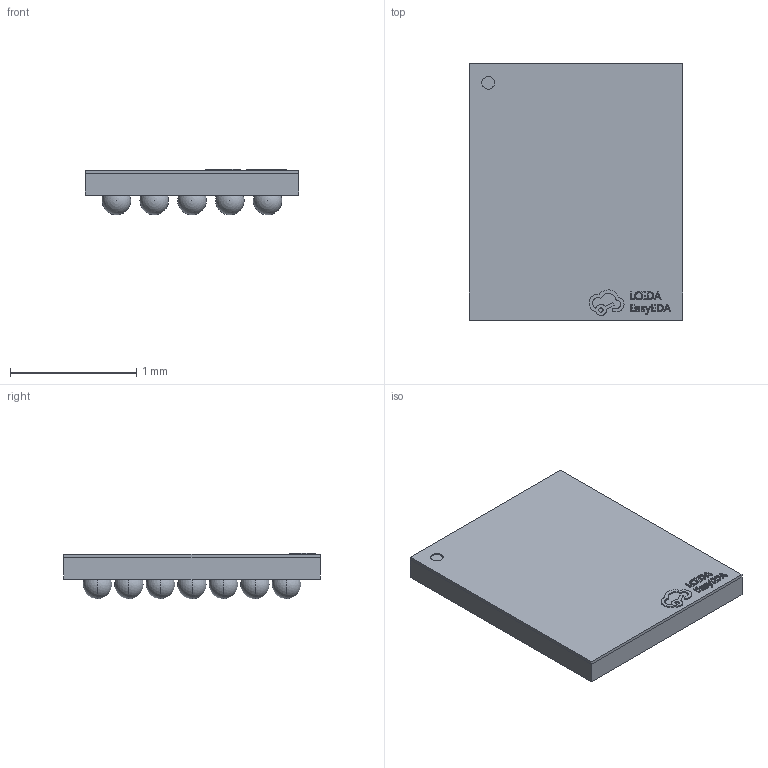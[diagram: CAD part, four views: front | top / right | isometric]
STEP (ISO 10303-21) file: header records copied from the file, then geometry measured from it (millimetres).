
FILE_DESCRIPTION (( 'STEP AP214' ), '1' );
FILE_NAME ('WLCSP-17_L2.0-W1.7-H0.3-TL_DA14531.step', '2022-06-20T11:32:19', ( '' ), ( '' ), 'SwSTEP 2.0', 'SolidWorks 2020', '' );
FILE_SCHEMA (( 'AUTOMOTIVE_DESIGN' ));
Length unit declared in the file: millimetre
Products named in the file (1): WLCSP-17_L2.0-W1.7-H0.3-TL_DA14531
Bounding box: 1.69 x 2.03 x 0.36 mm (x, y, z)
Volume: 0.8 mm3; surface area: 17.9 mm2
Topology: 20 solids, 20 shells, 352 faces, 963 edges, 642 vertices
Faces by surface type: plane 202, bspline 112, sphere 36, cylinder 2
Entity records: 15079 total; most frequent: CARTESIAN_POINT 3918, ORIENTED_EDGE 1746, DIRECTION 1203, EDGE_CURVE 873, VERTEX_POINT 588, LINE 569, VECTOR 569, EDGE_LOOP 379
